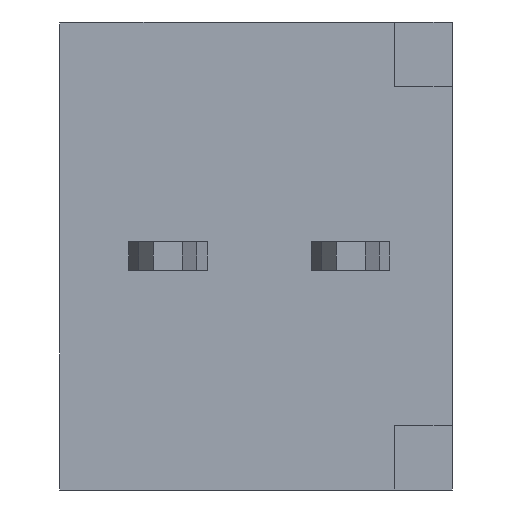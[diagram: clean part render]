
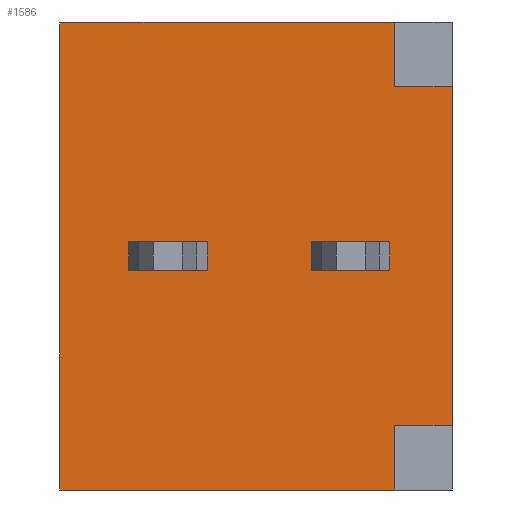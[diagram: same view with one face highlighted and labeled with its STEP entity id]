
A CAD part, front view. The second image highlights one B-rep face of the part: STEP entity #1586.
In plain terms, the highlighted planar face has unit normal (0, -1, 0).
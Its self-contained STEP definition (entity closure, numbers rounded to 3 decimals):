
#92=DIRECTION('',(0.,0.,1.));
#93=VECTOR('',#92,4.7);
#94=CARTESIAN_POINT('',(2.725,0.5,-2.35));
#95=LINE('',#94,#93);
#240=DIRECTION('',(-1.,0.,0.));
#241=VECTOR('',#240,4.65);
#242=CARTESIAN_POINT('',(1.925,0.5,-3.25));
#243=LINE('',#242,#241);
#368=DIRECTION('',(0.,0.,1.));
#369=VECTOR('',#368,6.5);
#370=CARTESIAN_POINT('',(-2.725,0.5,-3.25));
#371=LINE('',#370,#369);
#372=DIRECTION('',(0.,0.,-1.));
#373=VECTOR('',#372,0.9);
#374=CARTESIAN_POINT('',(1.925,0.5,3.25));
#375=LINE('',#374,#373);
#376=DIRECTION('',(-1.,0.,0.));
#377=VECTOR('',#376,0.8);
#378=CARTESIAN_POINT('',(2.725,0.5,-2.35));
#379=LINE('',#378,#377);
#380=DIRECTION('',(0.,0.,-1.));
#381=VECTOR('',#380,0.9);
#382=CARTESIAN_POINT('',(1.925,0.5,-2.35));
#383=LINE('',#382,#381);
#384=DIRECTION('',(1.,0.,0.));
#385=VECTOR('',#384,1.09);
#386=CARTESIAN_POINT('',(-1.77,0.5,-0.2));
#387=LINE('',#386,#385);
#388=DIRECTION('',(0.,0.,1.));
#389=VECTOR('',#388,0.4);
#390=CARTESIAN_POINT('',(-0.68,0.5,-0.2));
#391=LINE('',#390,#389);
#392=DIRECTION('',(1.,0.,0.));
#393=VECTOR('',#392,1.09);
#394=CARTESIAN_POINT('',(-1.77,0.5,0.2));
#395=LINE('',#394,#393);
#396=DIRECTION('',(0.,0.,1.));
#397=VECTOR('',#396,0.4);
#398=CARTESIAN_POINT('',(-1.77,0.5,-0.2));
#399=LINE('',#398,#397);
#400=DIRECTION('',(1.,0.,0.));
#401=VECTOR('',#400,1.09);
#402=CARTESIAN_POINT('',(0.77,0.5,-0.2));
#403=LINE('',#402,#401);
#404=DIRECTION('',(0.,0.,1.));
#405=VECTOR('',#404,0.4);
#406=CARTESIAN_POINT('',(1.86,0.5,-0.2));
#407=LINE('',#406,#405);
#408=DIRECTION('',(1.,0.,0.));
#409=VECTOR('',#408,1.09);
#410=CARTESIAN_POINT('',(0.77,0.5,0.2));
#411=LINE('',#410,#409);
#412=DIRECTION('',(0.,0.,1.));
#413=VECTOR('',#412,0.4);
#414=CARTESIAN_POINT('',(0.77,0.5,-0.2));
#415=LINE('',#414,#413);
#420=DIRECTION('',(-1.,0.,0.));
#421=VECTOR('',#420,4.65);
#422=CARTESIAN_POINT('',(1.925,0.5,3.25));
#423=LINE('',#422,#421);
#480=DIRECTION('',(-1.,0.,0.));
#481=VECTOR('',#480,0.8);
#482=CARTESIAN_POINT('',(2.725,0.5,2.35));
#483=LINE('',#482,#481);
#898=CARTESIAN_POINT('',(2.725,0.5,-2.35));
#899=VERTEX_POINT('',#898);
#900=CARTESIAN_POINT('',(2.725,0.5,2.35));
#901=VERTEX_POINT('',#900);
#925=CARTESIAN_POINT('',(1.925,0.5,-3.25));
#927=VERTEX_POINT('',#925);
#928=CARTESIAN_POINT('',(-2.725,0.5,-3.25));
#929=VERTEX_POINT('',#928);
#932=CARTESIAN_POINT('',(1.925,0.5,-2.35));
#933=VERTEX_POINT('',#932);
#934=CARTESIAN_POINT('',(1.925,0.5,2.35));
#936=VERTEX_POINT('',#934);
#940=CARTESIAN_POINT('',(1.925,0.5,3.25));
#941=VERTEX_POINT('',#940);
#942=CARTESIAN_POINT('',(-2.725,0.5,3.25));
#943=VERTEX_POINT('',#942);
#1048=CARTESIAN_POINT('',(-1.77,0.5,-0.2));
#1049=CARTESIAN_POINT('',(-0.68,0.5,-0.2));
#1050=VERTEX_POINT('',#1048);
#1051=VERTEX_POINT('',#1049);
#1052=CARTESIAN_POINT('',(-1.77,0.5,0.2));
#1053=CARTESIAN_POINT('',(-0.68,0.5,0.2));
#1054=VERTEX_POINT('',#1052);
#1055=VERTEX_POINT('',#1053);
#1080=CARTESIAN_POINT('',(0.77,0.5,-0.2));
#1081=CARTESIAN_POINT('',(1.86,0.5,-0.2));
#1082=VERTEX_POINT('',#1080);
#1083=VERTEX_POINT('',#1081);
#1084=CARTESIAN_POINT('',(0.77,0.5,0.2));
#1085=CARTESIAN_POINT('',(1.86,0.5,0.2));
#1086=VERTEX_POINT('',#1084);
#1087=VERTEX_POINT('',#1085);
#1546=CARTESIAN_POINT('',(2.725,0.5,-2.35));
#1547=DIRECTION('',(0.,-1.,0.));
#1548=DIRECTION('',(0.,0.,1.));
#1549=AXIS2_PLACEMENT_3D('',#1546,#1547,#1548);
#1550=PLANE('',#1549);
#1551=ORIENTED_EDGE('',*,*,#1530,.T.);
#1553=ORIENTED_EDGE('',*,*,#1552,.F.);
#1555=ORIENTED_EDGE('',*,*,#1554,.T.);
#1557=ORIENTED_EDGE('',*,*,#1556,.F.);
#1558=ORIENTED_EDGE('',*,*,#1167,.F.);
#1560=ORIENTED_EDGE('',*,*,#1559,.T.);
#1562=ORIENTED_EDGE('',*,*,#1561,.T.);
#1563=ORIENTED_EDGE('',*,*,#1330,.T.);
#1564=EDGE_LOOP('',(#1551,#1553,#1555,#1557,#1558,#1560,#1562,#1563));
#1565=FACE_OUTER_BOUND('',#1564,.F.);
#1567=ORIENTED_EDGE('',*,*,#1566,.T.);
#1569=ORIENTED_EDGE('',*,*,#1568,.T.);
#1571=ORIENTED_EDGE('',*,*,#1570,.F.);
#1573=ORIENTED_EDGE('',*,*,#1572,.F.);
#1574=EDGE_LOOP('',(#1567,#1569,#1571,#1573));
#1575=FACE_BOUND('',#1574,.F.);
#1577=ORIENTED_EDGE('',*,*,#1576,.T.);
#1579=ORIENTED_EDGE('',*,*,#1578,.T.);
#1581=ORIENTED_EDGE('',*,*,#1580,.F.);
#1583=ORIENTED_EDGE('',*,*,#1582,.F.);
#1584=EDGE_LOOP('',(#1577,#1579,#1581,#1583));
#1585=FACE_BOUND('',#1584,.F.);
#1586=ADVANCED_FACE('',(#1565,#1575,#1585),#1550,.T.);
#1167=EDGE_CURVE('',#899,#901,#95,.T.);
#1330=EDGE_CURVE('',#927,#929,#243,.T.);
#1530=EDGE_CURVE('',#929,#943,#371,.T.);
#1552=EDGE_CURVE('',#941,#943,#423,.T.);
#1554=EDGE_CURVE('',#941,#936,#375,.T.);
#1556=EDGE_CURVE('',#901,#936,#483,.T.);
#1559=EDGE_CURVE('',#899,#933,#379,.T.);
#1561=EDGE_CURVE('',#933,#927,#383,.T.);
#1566=EDGE_CURVE('',#1050,#1051,#387,.T.);
#1568=EDGE_CURVE('',#1051,#1055,#391,.T.);
#1570=EDGE_CURVE('',#1054,#1055,#395,.T.);
#1572=EDGE_CURVE('',#1050,#1054,#399,.T.);
#1576=EDGE_CURVE('',#1082,#1083,#403,.T.);
#1578=EDGE_CURVE('',#1083,#1087,#407,.T.);
#1580=EDGE_CURVE('',#1086,#1087,#411,.T.);
#1582=EDGE_CURVE('',#1082,#1086,#415,.T.);
